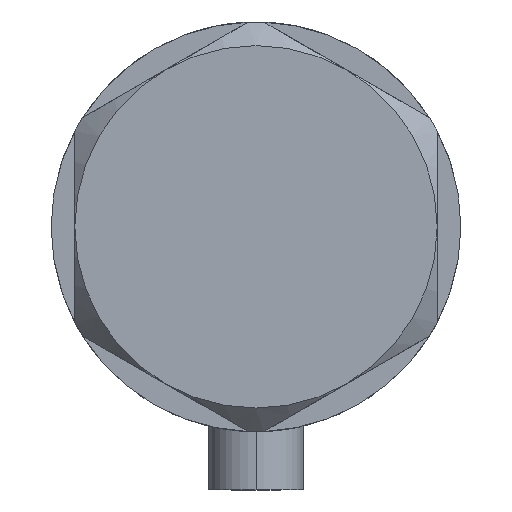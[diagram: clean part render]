
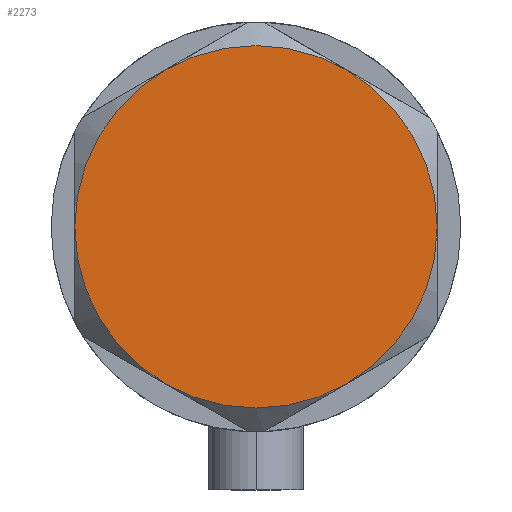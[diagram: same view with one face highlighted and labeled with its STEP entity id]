
A CAD part, left-side view. The second image highlights one B-rep face of the part: STEP entity #2273.
In plain terms, the highlighted face is planar.
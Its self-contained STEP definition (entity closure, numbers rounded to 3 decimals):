
#10 = CARTESIAN_POINT ( 'NONE',  ( 0., 0., 9. ) ) ;
#26 = EDGE_CURVE ( 'NONE', #4093, #2012, #4373, .T. ) ;
#37 = ORIENTED_EDGE ( 'NONE', *, *, #211, .T. ) ;
#82 = EDGE_LOOP ( 'NONE', ( #3151, #344, #37, #4403, #4540, #3571 ) ) ;
#104 = CIRCLE ( 'NONE', #1358, 23. ) ;
#211 = EDGE_CURVE ( 'NONE', #978, #4093, #104, .T. ) ;
#344 = ORIENTED_EDGE ( 'NONE', *, *, #1529, .T. ) ;
#549 = CIRCLE ( 'NONE', #2871, 23. ) ;
#682 = DIRECTION ( 'NONE',  ( 1., 0., 0. ) ) ;
#694 = DIRECTION ( 'NONE',  ( 1., 0., 0. ) ) ;
#755 = AXIS2_PLACEMENT_3D ( 'NONE', #2858, #2041, #1296 ) ;
#960 = AXIS2_PLACEMENT_3D ( 'NONE', #4688, #1709, #4275 ) ;
#978 = VERTEX_POINT ( 'NONE', #3533 ) ;
#1020 = AXIS2_PLACEMENT_3D ( 'NONE', #3581, #1650, #3553 ) ;
#1186 = EDGE_CURVE ( 'NONE', #4693, #3754, #3804, .T. ) ;
#1233 = CARTESIAN_POINT ( 'NONE',  ( -23., 0., 9. ) ) ;
#1296 = DIRECTION ( 'NONE',  ( 1., 0., 0. ) ) ;
#1358 = AXIS2_PLACEMENT_3D ( 'NONE', #2557, #2627, #694 ) ;
#1360 = CARTESIAN_POINT ( 'NONE',  ( 0., 0., 9. ) ) ;
#1448 = PLANE ( 'NONE',  #3706 ) ;
#1529 = EDGE_CURVE ( 'NONE', #3800, #978, #4167, .T. ) ;
#1530 = CARTESIAN_POINT ( 'NONE',  ( -11.5, -19.919, 9. ) ) ;
#1650 = DIRECTION ( 'NONE',  ( 0., 0., 1. ) ) ;
#1709 = DIRECTION ( 'NONE',  ( 0., 0., 1. ) ) ;
#2012 = VERTEX_POINT ( 'NONE', #1233 ) ;
#2041 = DIRECTION ( 'NONE',  ( 0., 0., 1. ) ) ;
#2128 = DIRECTION ( 'NONE',  ( 0., 0., 1. ) ) ;
#2273 = ADVANCED_FACE ( 'NONE', ( #2586 ), #1448, .T. ) ;
#2419 = DIRECTION ( 'NONE',  ( 1., 0., 0. ) ) ;
#2557 = CARTESIAN_POINT ( 'NONE',  ( 0., 0., 9. ) ) ;
#2586 = FACE_OUTER_BOUND ( 'NONE', #82, .T. ) ;
#2627 = DIRECTION ( 'NONE',  ( 0., 0., 1. ) ) ;
#2635 = DIRECTION ( 'NONE',  ( 0., 0., 1. ) ) ;
#2858 = CARTESIAN_POINT ( 'NONE',  ( 0., 0., 9. ) ) ;
#2871 = AXIS2_PLACEMENT_3D ( 'NONE', #10, #3034, #3331 ) ;
#3034 = DIRECTION ( 'NONE',  ( 0., 0., 1. ) ) ;
#3151 = ORIENTED_EDGE ( 'NONE', *, *, #3814, .T. ) ;
#3268 = EDGE_CURVE ( 'NONE', #2012, #4693, #4426, .T. ) ;
#3331 = DIRECTION ( 'NONE',  ( 1., 0., 0. ) ) ;
#3384 = AXIS2_PLACEMENT_3D ( 'NONE', #1360, #2128, #2419 ) ;
#3533 = CARTESIAN_POINT ( 'NONE',  ( 11.5, 19.919, 9. ) ) ;
#3553 = DIRECTION ( 'NONE',  ( 1., 0., 0. ) ) ;
#3571 = ORIENTED_EDGE ( 'NONE', *, *, #1186, .T. ) ;
#3581 = CARTESIAN_POINT ( 'NONE',  ( 0., 0., 9. ) ) ;
#3693 = CARTESIAN_POINT ( 'NONE',  ( 11.5, -19.919, 9. ) ) ;
#3706 = AXIS2_PLACEMENT_3D ( 'NONE', #4084, #2635, #682 ) ;
#3754 = VERTEX_POINT ( 'NONE', #3693 ) ;
#3799 = CARTESIAN_POINT ( 'NONE',  ( -11.5, 19.919, 9. ) ) ;
#3800 = VERTEX_POINT ( 'NONE', #4500 ) ;
#3804 = CIRCLE ( 'NONE', #755, 23. ) ;
#3814 = EDGE_CURVE ( 'NONE', #3754, #3800, #549, .T. ) ;
#4084 = CARTESIAN_POINT ( 'NONE',  ( 0., 0., 9. ) ) ;
#4093 = VERTEX_POINT ( 'NONE', #3799 ) ;
#4167 = CIRCLE ( 'NONE', #3384, 23. ) ;
#4275 = DIRECTION ( 'NONE',  ( 1., 0., 0. ) ) ;
#4373 = CIRCLE ( 'NONE', #960, 23. ) ;
#4403 = ORIENTED_EDGE ( 'NONE', *, *, #26, .T. ) ;
#4426 = CIRCLE ( 'NONE', #1020, 23. ) ;
#4500 = CARTESIAN_POINT ( 'NONE',  ( 23., 0., 9. ) ) ;
#4540 = ORIENTED_EDGE ( 'NONE', *, *, #3268, .T. ) ;
#4688 = CARTESIAN_POINT ( 'NONE',  ( 0., 0., 9. ) ) ;
#4693 = VERTEX_POINT ( 'NONE', #1530 ) ;
